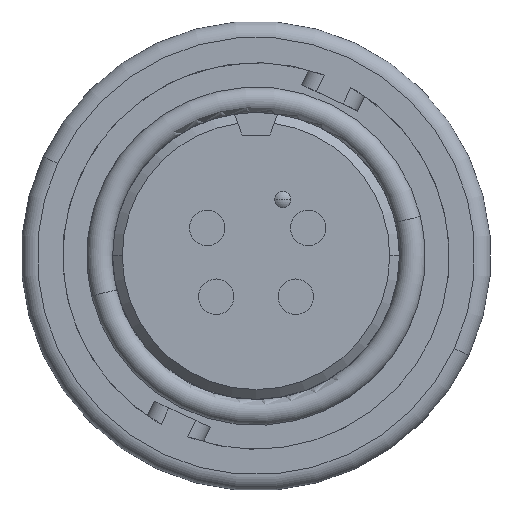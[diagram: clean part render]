
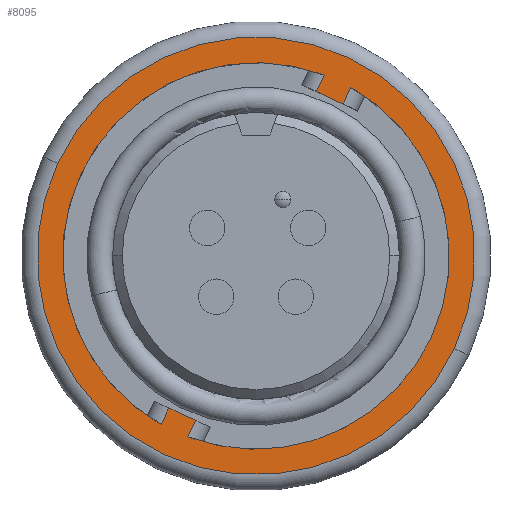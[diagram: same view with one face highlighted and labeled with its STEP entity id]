
A CAD part, top view. The second image highlights one B-rep face of the part: STEP entity #8095.
In plain terms, the highlighted planar face has unit normal (0, 0, 1).
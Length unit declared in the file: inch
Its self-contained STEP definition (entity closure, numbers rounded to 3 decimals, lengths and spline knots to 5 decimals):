
#17 = CIRCLE ( 'NONE', #5028, 0.36 ) ;
#74 = ORIENTED_EDGE ( 'NONE', *, *, #2410, .T. ) ;
#429 = AXIS2_PLACEMENT_3D ( 'NONE', #6728, #15085, #7917 ) ;
#554 = CARTESIAN_POINT ( 'NONE',  ( 0.13356, 0.35149, -0.08324 ) ) ;
#612 = VECTOR ( 'NONE', #12246, 39.37008 ) ;
#1281 = DIRECTION ( 'NONE',  ( -0.423, -0.906, 0. ) ) ;
#1289 = CARTESIAN_POINT ( 'NONE',  ( -0.13356, -0.35149, -0.08324 ) ) ;
#1294 = EDGE_CURVE ( 'NONE', #5942, #3590, #11659, .T. ) ;
#1297 = VERTEX_POINT ( 'NONE', #7602 ) ;
#1353 = LINE ( 'NONE', #11310, #7715 ) ;
#1526 = LINE ( 'NONE', #9021, #7881 ) ;
#1754 = CARTESIAN_POINT ( 'NONE',  ( -0.18341, -0.32824, -0.08324 ) ) ;
#1834 = EDGE_CURVE ( 'NONE', #13296, #10378, #2307, .T. ) ;
#1854 = ORIENTED_EDGE ( 'NONE', *, *, #2279, .F. ) ;
#1868 = DIRECTION ( 'NONE',  ( 0.423, 0.906, 0. ) ) ;
#2076 = ORIENTED_EDGE ( 'NONE', *, *, #11821, .F. ) ;
#2095 = ORIENTED_EDGE ( 'NONE', *, *, #1294, .T. ) ;
#2279 = EDGE_CURVE ( 'NONE', #13296, #12636, #15192, .T. ) ;
#2307 = LINE ( 'NONE', #1289, #612 ) ;
#2410 = EDGE_CURVE ( 'NONE', #14711, #2411, #8075, .T. ) ;
#2411 = VERTEX_POINT ( 'NONE', #15165 ) ;
#2618 = ORIENTED_EDGE ( 'NONE', *, *, #13973, .T. ) ;
#2674 = FACE_BOUND ( 'NONE', #6571, .T. ) ;
#2843 = DIRECTION ( 'NONE',  ( -0.423, -0.906, 0. ) ) ;
#2866 = AXIS2_PLACEMENT_3D ( 'NONE', #3086, #6677, #15044 ) ;
#3086 = CARTESIAN_POINT ( 'NONE',  ( 0., 0., -0.08324 ) ) ;
#3240 = VECTOR ( 'NONE', #1868, 39.37008 ) ;
#3272 = ORIENTED_EDGE ( 'NONE', *, *, #13213, .F. ) ;
#3374 = AXIS2_PLACEMENT_3D ( 'NONE', #13658, #6513, #14868 ) ;
#3492 = CARTESIAN_POINT ( 'NONE',  ( 0.11243, 0.30617, -0.08324 ) ) ;
#3495 = CARTESIAN_POINT ( 'NONE',  ( 0., 0., -0.08324 ) ) ;
#3590 = VERTEX_POINT ( 'NONE', #3946 ) ;
#3935 = CARTESIAN_POINT ( 'NONE',  ( -0.11243, -0.30617, -0.08324 ) ) ;
#3946 = CARTESIAN_POINT ( 'NONE',  ( 0.11243, 0.30617, -0.08324 ) ) ;
#4182 = CARTESIAN_POINT ( 'NONE',  ( 0., 0., -0.08324 ) ) ;
#4201 = AXIS2_PLACEMENT_3D ( 'NONE', #14000, #6850, #15215 ) ;
#4297 = DIRECTION ( 'NONE',  ( -0.906, 0.423, 0. ) ) ;
#4705 = DIRECTION ( 'NONE',  ( 0.906, -0.423, 0. ) ) ;
#5028 = AXIS2_PLACEMENT_3D ( 'NONE', #4182, #12519, #5377 ) ;
#5054 = EDGE_CURVE ( 'NONE', #3590, #8169, #10375, .T. ) ;
#5189 = ORIENTED_EDGE ( 'NONE', *, *, #1834, .T. ) ;
#5377 = DIRECTION ( 'NONE',  ( 0.906, -0.423, 0. ) ) ;
#5494 = CIRCLE ( 'NONE', #429, 0.4075 ) ;
#5604 = VERTEX_POINT ( 'NONE', #6524 ) ;
#5942 = VERTEX_POINT ( 'NONE', #8781 ) ;
#6397 = CARTESIAN_POINT ( 'NONE',  ( 0.32627, -0.15214, -0.08324 ) ) ;
#6513 = DIRECTION ( 'NONE',  ( 0., 0., 1. ) ) ;
#6524 = CARTESIAN_POINT ( 'NONE',  ( 0.17662, 0.3137, -0.08324 ) ) ;
#6571 = EDGE_LOOP ( 'NONE', ( #1854, #5189, #2618, #2076, #3272, #2095, #7893, #9095, #11175 ) ) ;
#6677 = DIRECTION ( 'NONE',  ( 0., 0., 1. ) ) ;
#6728 = CARTESIAN_POINT ( 'NONE',  ( 0., 0., -0.08324 ) ) ;
#6792 = LINE ( 'NONE', #1754, #3240 ) ;
#6814 = VECTOR ( 'NONE', #13043, 39.37008 ) ;
#6850 = DIRECTION ( 'NONE',  ( 0., 0., 1. ) ) ;
#7401 = CARTESIAN_POINT ( 'NONE',  ( 0.36932, -0.17222, -0.08324 ) ) ;
#7499 = CIRCLE ( 'NONE', #10858, 0.36 ) ;
#7602 = CARTESIAN_POINT ( 'NONE',  ( -0.17662, -0.3137, -0.08324 ) ) ;
#7715 = VECTOR ( 'NONE', #2843, 39.37008 ) ;
#7881 = VECTOR ( 'NONE', #4297, 39.37008 ) ;
#7893 = ORIENTED_EDGE ( 'NONE', *, *, #5054, .T. ) ;
#7917 = DIRECTION ( 'NONE',  ( 0.906, -0.423, 0. ) ) ;
#8075 = CIRCLE ( 'NONE', #4201, 0.4075 ) ;
#8095 = ADVANCED_FACE ( 'NONE', ( #2674, #11836 ), #13828, .T. ) ;
#8133 = EDGE_CURVE ( 'NONE', #2411, #14711, #5494, .T. ) ;
#8169 = VERTEX_POINT ( 'NONE', #15141 ) ;
#8269 = EDGE_CURVE ( 'NONE', #12636, #5604, #7499, .T. ) ;
#8781 = CARTESIAN_POINT ( 'NONE',  ( 0.12677, 0.33694, -0.08324 ) ) ;
#9021 = CARTESIAN_POINT ( 'NONE',  ( -0.11243, -0.30617, -0.08324 ) ) ;
#9095 = ORIENTED_EDGE ( 'NONE', *, *, #12333, .F. ) ;
#10375 = LINE ( 'NONE', #3492, #6814 ) ;
#10378 = VERTEX_POINT ( 'NONE', #3935 ) ;
#10858 = AXIS2_PLACEMENT_3D ( 'NONE', #3495, #11847, #4705 ) ;
#11175 = ORIENTED_EDGE ( 'NONE', *, *, #8269, .F. ) ;
#11310 = CARTESIAN_POINT ( 'NONE',  ( 0.18341, 0.32824, -0.08324 ) ) ;
#11659 = LINE ( 'NONE', #554, #14438 ) ;
#11821 = EDGE_CURVE ( 'NONE', #1297, #14944, #6792, .T. ) ;
#11836 = FACE_OUTER_BOUND ( 'NONE', #15146, .T. ) ;
#11847 = DIRECTION ( 'NONE',  ( 0., 0., 1. ) ) ;
#12246 = DIRECTION ( 'NONE',  ( 0.423, 0.906, 0. ) ) ;
#12333 = EDGE_CURVE ( 'NONE', #5604, #8169, #1353, .T. ) ;
#12519 = DIRECTION ( 'NONE',  ( 0., 0., 1. ) ) ;
#12636 = VERTEX_POINT ( 'NONE', #6397 ) ;
#13043 = DIRECTION ( 'NONE',  ( 0.906, -0.423, 0. ) ) ;
#13213 = EDGE_CURVE ( 'NONE', #5942, #1297, #17, .T. ) ;
#13296 = VERTEX_POINT ( 'NONE', #15025 ) ;
#13658 = CARTESIAN_POINT ( 'NONE',  ( 0., 0., -0.08324 ) ) ;
#13828 = PLANE ( 'NONE',  #2866 ) ;
#13973 = EDGE_CURVE ( 'NONE', #10378, #14944, #1526, .T. ) ;
#14000 = CARTESIAN_POINT ( 'NONE',  ( 0., 0., -0.08324 ) ) ;
#14138 = CARTESIAN_POINT ( 'NONE',  ( -0.16227, -0.28293, -0.08324 ) ) ;
#14438 = VECTOR ( 'NONE', #1281, 39.37008 ) ;
#14534 = ORIENTED_EDGE ( 'NONE', *, *, #8133, .T. ) ;
#14711 = VERTEX_POINT ( 'NONE', #7401 ) ;
#14868 = DIRECTION ( 'NONE',  ( 0.906, -0.423, 0. ) ) ;
#14944 = VERTEX_POINT ( 'NONE', #14138 ) ;
#15025 = CARTESIAN_POINT ( 'NONE',  ( -0.12677, -0.33694, -0.08324 ) ) ;
#15044 = DIRECTION ( 'NONE',  ( 0.906, -0.423, 0. ) ) ;
#15085 = DIRECTION ( 'NONE',  ( 0., 0., 1. ) ) ;
#15141 = CARTESIAN_POINT ( 'NONE',  ( 0.16227, 0.28293, -0.08324 ) ) ;
#15146 = EDGE_LOOP ( 'NONE', ( #74, #14534 ) ) ;
#15165 = CARTESIAN_POINT ( 'NONE',  ( -0.36932, 0.17222, -0.08324 ) ) ;
#15192 = CIRCLE ( 'NONE', #3374, 0.36 ) ;
#15215 = DIRECTION ( 'NONE',  ( 0.906, -0.423, 0. ) ) ;
